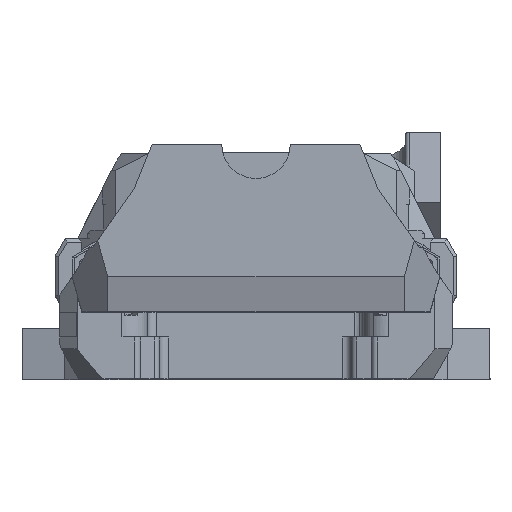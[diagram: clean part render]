
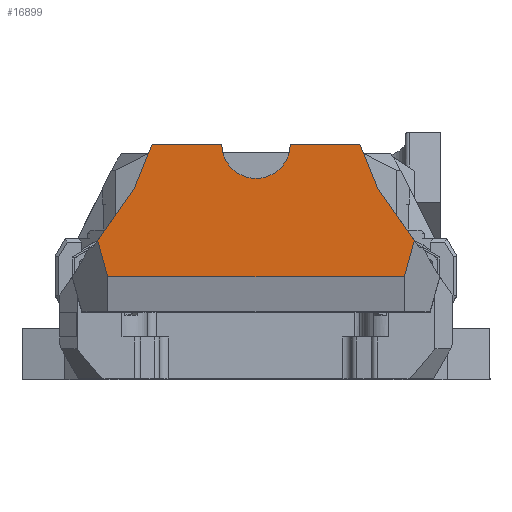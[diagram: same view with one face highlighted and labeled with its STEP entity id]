
A CAD part, top view. The second image highlights one B-rep face of the part: STEP entity #16899.
In plain terms, the highlighted planar face has unit normal (0, 0, 1).
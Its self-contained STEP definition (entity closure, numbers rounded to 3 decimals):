
#771=CIRCLE('',#18117,4.);
#1446=FACE_OUTER_BOUND('',#2389,.T.);
#2389=EDGE_LOOP('',(#13756,#13757,#13758,#13759,#13760,#13761,#13762,#13763,
#13764,#13765,#13766,#13767));
#3870=LINE('',#29984,#5799);
#3944=LINE('',#30977,#5873);
#3947=LINE('',#30983,#5876);
#3950=LINE('',#30989,#5879);
#3962=LINE('',#31016,#5891);
#3969=LINE('',#31036,#5898);
#3972=LINE('',#31042,#5901);
#3977=LINE('',#31051,#5906);
#3978=LINE('',#31054,#5907);
#3979=LINE('',#31056,#5908);
#3980=LINE('',#31057,#5909);
#5799=VECTOR('',#21383,10.);
#5873=VECTOR('',#21559,10.);
#5876=VECTOR('',#21564,10.);
#5879=VECTOR('',#21569,10.);
#5891=VECTOR('',#21593,10.);
#5898=VECTOR('',#21610,10.);
#5901=VECTOR('',#21615,10.);
#5906=VECTOR('',#21622,10.);
#5907=VECTOR('',#21625,10.);
#5908=VECTOR('',#21626,10.);
#5909=VECTOR('',#21627,10.);
#7546=VERTEX_POINT('',#29969);
#7553=VERTEX_POINT('',#29982);
#7618=VERTEX_POINT('',#30975);
#7620=VERTEX_POINT('',#30981);
#7622=VERTEX_POINT('',#30987);
#7631=VERTEX_POINT('',#31014);
#7633=VERTEX_POINT('',#31021);
#7639=VERTEX_POINT('',#31034);
#7641=VERTEX_POINT('',#31041);
#7644=VERTEX_POINT('',#31049);
#7645=VERTEX_POINT('',#31053);
#7646=VERTEX_POINT('',#31055);
#9665=EDGE_CURVE('',#7546,#7553,#3870,.T.);
#9763=EDGE_CURVE('',#7553,#7618,#3944,.F.);
#9766=EDGE_CURVE('',#7618,#7620,#3947,.T.);
#9769=EDGE_CURVE('',#7622,#7620,#3950,.T.);
#9782=EDGE_CURVE('',#7622,#7631,#3962,.T.);
#9786=EDGE_CURVE('',#7631,#7633,#771,.T.);
#9792=EDGE_CURVE('',#7633,#7639,#3969,.T.);
#9795=EDGE_CURVE('',#7641,#7639,#3972,.T.);
#9800=EDGE_CURVE('',#7644,#7641,#3977,.T.);
#9801=EDGE_CURVE('',#7645,#7644,#3978,.F.);
#9802=EDGE_CURVE('',#7646,#7645,#3979,.T.);
#9803=EDGE_CURVE('',#7646,#7546,#3980,.T.);
#13756=ORIENTED_EDGE('',*,*,#9769,.F.);
#13757=ORIENTED_EDGE('',*,*,#9782,.T.);
#13758=ORIENTED_EDGE('',*,*,#9786,.T.);
#13759=ORIENTED_EDGE('',*,*,#9792,.T.);
#13760=ORIENTED_EDGE('',*,*,#9795,.F.);
#13761=ORIENTED_EDGE('',*,*,#9800,.F.);
#13762=ORIENTED_EDGE('',*,*,#9801,.F.);
#13763=ORIENTED_EDGE('',*,*,#9802,.F.);
#13764=ORIENTED_EDGE('',*,*,#9803,.T.);
#13765=ORIENTED_EDGE('',*,*,#9665,.T.);
#13766=ORIENTED_EDGE('',*,*,#9763,.T.);
#13767=ORIENTED_EDGE('',*,*,#9766,.T.);
#16077=PLANE('',#18123);
#16899=ADVANCED_FACE('',(#1446),#16077,.T.);
#18117=AXIS2_PLACEMENT_3D('',#31024,#21599,#21600);
#18123=AXIS2_PLACEMENT_3D('',#31052,#21623,#21624);
#21383=DIRECTION('',(0.266,0.964,0.));
#21559=DIRECTION('',(0.574,-0.819,0.));
#21564=DIRECTION('',(0.,1.,0.));
#21569=DIRECTION('',(0.371,-0.928,0.));
#21593=DIRECTION('',(-1.,0.,0.));
#21599=DIRECTION('center_axis',(0.,0.,-1.));
#21600=DIRECTION('ref_axis',(-1.,0.,0.));
#21610=DIRECTION('',(-1.,0.,0.));
#21615=DIRECTION('',(0.371,0.928,0.));
#21622=DIRECTION('',(0.,1.,0.));
#21623=DIRECTION('center_axis',(0.,0.,1.));
#21624=DIRECTION('ref_axis',(1.,0.,0.));
#21625=DIRECTION('',(-0.574,-0.819,0.));
#21626=DIRECTION('',(-0.266,0.964,0.));
#21627=DIRECTION('',(1.,0.,0.));
#29969=CARTESIAN_POINT('',(17.338,22.044,75.472));
#29982=CARTESIAN_POINT('',(18.511,26.289,75.472));
#29984=CARTESIAN_POINT('',(15.811,16.519,75.472));
#30975=CARTESIAN_POINT('',(14.148,32.52,75.472));
#30977=CARTESIAN_POINT('',(27.62,13.281,75.472));
#30981=CARTESIAN_POINT('',(14.148,32.544,75.472));
#30983=CARTESIAN_POINT('',(14.148,32.52,75.472));
#30987=CARTESIAN_POINT('',(12.148,37.544,75.472));
#30989=CARTESIAN_POINT('',(15.072,30.233,75.472));
#31014=CARTESIAN_POINT('',(4.,37.544,75.472));
#31016=CARTESIAN_POINT('',(-10.6,37.544,75.472));
#31021=CARTESIAN_POINT('',(-4.,37.544,75.472));
#31024=CARTESIAN_POINT('Origin',(0.,37.544,75.472));
#31034=CARTESIAN_POINT('',(-12.148,37.544,75.472));
#31036=CARTESIAN_POINT('',(-10.6,37.544,75.472));
#31041=CARTESIAN_POINT('',(-14.148,32.544,75.472));
#31042=CARTESIAN_POINT('',(-17.997,22.923,75.472));
#31049=CARTESIAN_POINT('',(-14.148,32.52,75.472));
#31051=CARTESIAN_POINT('',(-14.148,32.52,75.472));
#31052=CARTESIAN_POINT('Origin',(-21.2,10.144,75.472));
#31053=CARTESIAN_POINT('',(-18.511,26.289,75.472));
#31054=CARTESIAN_POINT('',(-27.62,13.281,75.472));
#31055=CARTESIAN_POINT('',(-17.338,22.044,75.472));
#31056=CARTESIAN_POINT('',(-15.811,16.519,75.472));
#31057=CARTESIAN_POINT('',(18.396,22.044,75.472));
